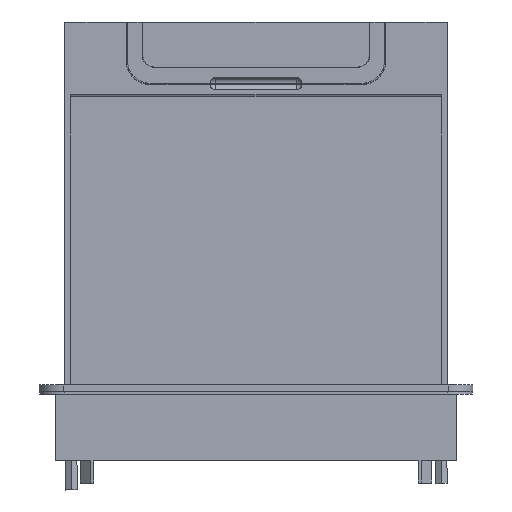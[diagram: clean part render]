
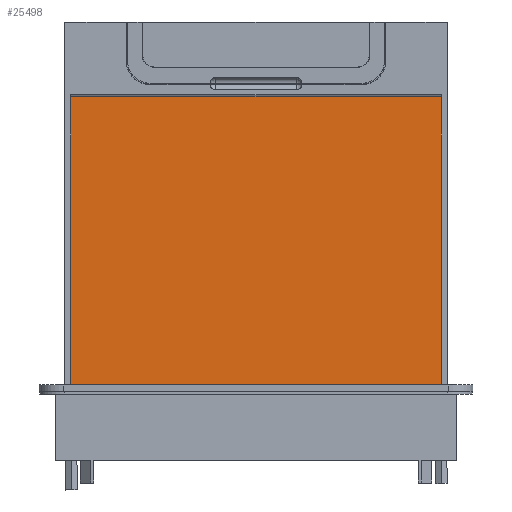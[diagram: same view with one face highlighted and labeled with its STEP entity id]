
A CAD part, front view. The second image highlights one B-rep face of the part: STEP entity #25498.
In plain terms, the highlighted face is planar.
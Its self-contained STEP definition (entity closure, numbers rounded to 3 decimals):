
#24987=CARTESIAN_POINT('Vertex',(-122.974,122.,5.1)) ;
#24990=CARTESIAN_POINT('Line Origine',(-22.77,122.,5.1)) ;
#24994=CARTESIAN_POINT('Vertex',(77.433,122.,5.1)) ;
#25050=CARTESIAN_POINT('Vertex',(77.433,-122.,5.1)) ;
#25053=CARTESIAN_POINT('Line Origine',(-22.77,-122.,5.1)) ;
#25057=CARTESIAN_POINT('Vertex',(-122.974,-122.,5.1)) ;
#25078=CARTESIAN_POINT('Line Origine',(-122.974,0.,5.1)) ;
#25482=CARTESIAN_POINT('Axis2P3D Location',(54.933,0.,5.1)) ;
#25487=CARTESIAN_POINT('Line Origine',(77.433,0.,5.1)) ;
#24991=DIRECTION('Vector Direction',(-1.,0.,0.)) ;
#25054=DIRECTION('Vector Direction',(-1.,0.,0.)) ;
#25079=DIRECTION('Vector Direction',(0.,-1.,0.)) ;
#25483=DIRECTION('Axis2P3D Direction',(0.,0.,1.)) ;
#25484=DIRECTION('Axis2P3D XDirection',(-1.,0.,0.)) ;
#25488=DIRECTION('Vector Direction',(0.,-1.,0.)) ;
#25485=AXIS2_PLACEMENT_3D('Plane Axis2P3D',#25482,#25483,#25484) ;
#25493=ORIENTED_EDGE('',*,*,#25059,.F.) ;
#25494=ORIENTED_EDGE('',*,*,#25491,.F.) ;
#25495=ORIENTED_EDGE('',*,*,#24996,.T.) ;
#25496=ORIENTED_EDGE('',*,*,#25082,.T.) ;
#24992=VECTOR('Line Direction',#24991,1.) ;
#25055=VECTOR('Line Direction',#25054,1.) ;
#25080=VECTOR('Line Direction',#25079,1.) ;
#25489=VECTOR('Line Direction',#25488,1.) ;
#25498=ADVANCED_FACE('Corps de pi\X2\00E8\X0\ce.2',(#25497),#25486,.T.) ;
#24996=EDGE_CURVE('',#24995,#24988,#24993,.T.) ;
#25059=EDGE_CURVE('',#25051,#25058,#25056,.T.) ;
#25082=EDGE_CURVE('',#24988,#25058,#25081,.T.) ;
#25491=EDGE_CURVE('',#24995,#25051,#25490,.T.) ;
#25492=EDGE_LOOP('',(#25493,#25494,#25495,#25496)) ;
#25497=FACE_OUTER_BOUND('',#25492,.T.) ;
#24993=LINE('Line',#24990,#24992) ;
#25056=LINE('Line',#25053,#25055) ;
#25081=LINE('Line',#25078,#25080) ;
#25490=LINE('Line',#25487,#25489) ;
#25486=PLANE('',#25485) ;
#24988=VERTEX_POINT('',#24987) ;
#24995=VERTEX_POINT('',#24994) ;
#25051=VERTEX_POINT('',#25050) ;
#25058=VERTEX_POINT('',#25057) ;
